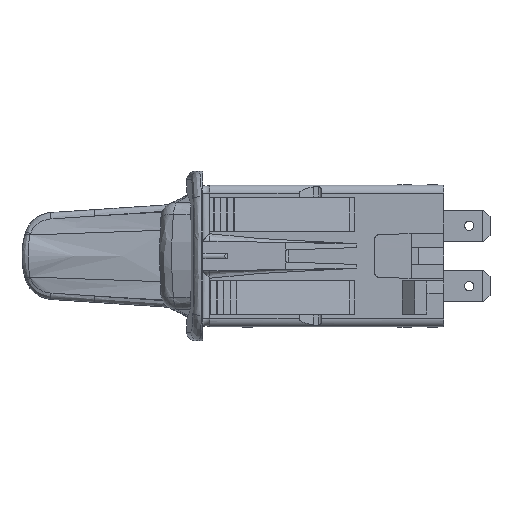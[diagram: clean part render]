
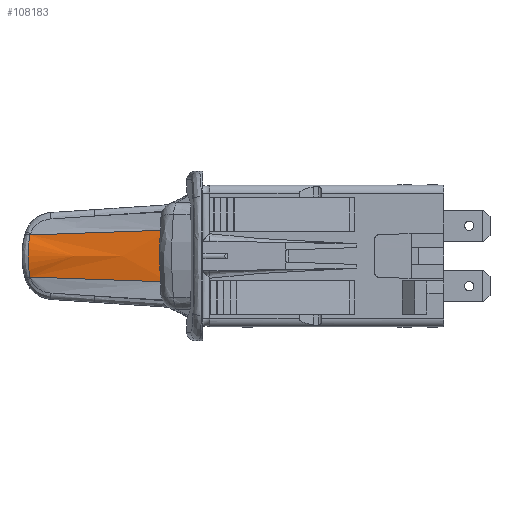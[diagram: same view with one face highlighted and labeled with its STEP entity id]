
A CAD part, left-side view. The second image highlights one B-rep face of the part: STEP entity #108183.
In plain terms, the highlighted free-form (B-spline) face has degree [3, 3] with [5, 4] control points.
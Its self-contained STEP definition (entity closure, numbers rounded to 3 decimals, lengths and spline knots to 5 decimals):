
#31244=DIRECTION('',(-0.069,-0.997,0.035));
#31245=VECTOR('',#31244,0.8401);
#31246=CARTESIAN_POINT('',(-0.04919,2.49112,
0.12691));
#31247=LINE('',#31246,#31245);
#31279=CARTESIAN_POINT('',(-0.10722,1.65356,
0.15654));
#31300=CARTESIAN_POINT('',(-0.10722,1.65356,
-0.15654));
#31301=CARTESIAN_POINT('',(-0.10747,1.65385,
-0.13808));
#31302=CARTESIAN_POINT('',(-0.10789,1.65434,
-0.10189));
#31303=CARTESIAN_POINT('',(-0.10826,1.65475,
-0.05038));
#31304=CARTESIAN_POINT('',(-0.10839,1.65489,
0.00001));
#31305=CARTESIAN_POINT('',(-0.10826,1.65475,
0.0504));
#31306=CARTESIAN_POINT('',(-0.10789,1.65434,
0.1019));
#31307=CARTESIAN_POINT('',(-0.10747,1.65385,
0.13808));
#31308=CARTESIAN_POINT('',(-0.10722,1.65356,
0.15654));
#31821=CARTESIAN_POINT('',(-0.04919,2.49112,
0.12691));
#31870=CARTESIAN_POINT('',(-0.04919,2.49112,
-0.12691));
#31871=CARTESIAN_POINT('',(-0.05023,2.49163,
-0.12434));
#31872=CARTESIAN_POINT('',(-0.05224,2.49262,
-0.11921));
#31873=CARTESIAN_POINT('',(-0.05507,2.49401,
-0.11148));
#31874=CARTESIAN_POINT('',(-0.0577,2.49531,
-0.10374));
#31875=CARTESIAN_POINT('',(-0.06013,2.4965,
-0.09599));
#31876=CARTESIAN_POINT('',(-0.06236,2.49761,
-0.08823));
#31877=CARTESIAN_POINT('',(-0.0644,2.49861,
-0.08048));
#31878=CARTESIAN_POINT('',(-0.06624,2.49952,
-0.07273));
#31879=CARTESIAN_POINT('',(-0.06789,2.50034,
-0.06499));
#31880=CARTESIAN_POINT('',(-0.06936,2.50106,
-0.05727));
#31881=CARTESIAN_POINT('',(-0.07063,2.50168,
-0.04955));
#31882=CARTESIAN_POINT('',(-0.07172,2.50221,
-0.04186));
#31883=CARTESIAN_POINT('',(-0.07262,2.50265,
-0.03419));
#31884=CARTESIAN_POINT('',(-0.07334,2.503,
-0.02655));
#31885=CARTESIAN_POINT('',(-0.07388,2.50326,
-0.01893));
#31886=CARTESIAN_POINT('',(-0.07423,2.50344,
-0.01134));
#31887=CARTESIAN_POINT('',(-0.07441,2.50352,
-0.00377));
#31888=CARTESIAN_POINT('',(-0.07441,2.50352,
0.00379));
#31889=CARTESIAN_POINT('',(-0.07424,2.50344,
0.01135));
#31890=CARTESIAN_POINT('',(-0.07388,2.50326,
0.01894));
#31891=CARTESIAN_POINT('',(-0.07334,2.503,
0.02654));
#31892=CARTESIAN_POINT('',(-0.07262,2.50265,
0.03419));
#31893=CARTESIAN_POINT('',(-0.07172,2.50221,
0.04187));
#31894=CARTESIAN_POINT('',(-0.07063,2.50168,
0.04956));
#31895=CARTESIAN_POINT('',(-0.06935,2.50105,
0.05728));
#31896=CARTESIAN_POINT('',(-0.06789,2.50033,
0.065));
#31897=CARTESIAN_POINT('',(-0.06624,2.49952,
0.07274));
#31898=CARTESIAN_POINT('',(-0.0644,2.49861,
0.08049));
#31899=CARTESIAN_POINT('',(-0.06236,2.49761,
0.08824));
#31900=CARTESIAN_POINT('',(-0.06012,2.4965,
0.09599));
#31901=CARTESIAN_POINT('',(-0.0577,2.49531,
0.10374));
#31902=CARTESIAN_POINT('',(-0.05507,2.49401,
0.11148));
#31903=CARTESIAN_POINT('',(-0.05224,2.49262,
0.11921));
#31904=CARTESIAN_POINT('',(-0.05023,2.49163,
0.12434));
#31905=CARTESIAN_POINT('',(-0.04919,2.49112,
0.12691));
#31912=DIRECTION('',(-0.069,-0.997,-0.035));
#31913=VECTOR('',#31912,0.8401);
#31914=CARTESIAN_POINT('',(-0.04919,2.49112,
-0.12691));
#31915=LINE('',#31914,#31913);
#66779=VERTEX_POINT('',#31821);
#66781=VERTEX_POINT('',#31870);
#66811=VERTEX_POINT('',#31279);
#66813=VERTEX_POINT('',#31300);
#108155=CARTESIAN_POINT('',(-0.04609,2.52052,
0.12823));
#108156=CARTESIAN_POINT('',(-0.06685,2.22587,
0.13892));
#108157=CARTESIAN_POINT('',(-0.08761,1.93121,
0.1496));
#108158=CARTESIAN_POINT('',(-0.10837,1.63656,
0.16029));
#108159=CARTESIAN_POINT('',(-0.06415,2.52052,
0.08833));
#108160=CARTESIAN_POINT('',(-0.07904,2.22587,
0.09453));
#108161=CARTESIAN_POINT('',(-0.09394,1.93121,
0.10073));
#108162=CARTESIAN_POINT('',(-0.10883,1.63656,
0.10693));
#108163=CARTESIAN_POINT('',(-0.08331,2.52052,
0.));
#108164=CARTESIAN_POINT('',(-0.09198,2.22587,
0.));
#108165=CARTESIAN_POINT('',(-0.10065,1.93121,
0.));
#108166=CARTESIAN_POINT('',(-0.10932,1.63656,
0.));
#108167=CARTESIAN_POINT('',(-0.06415,2.52052,
-0.08833));
#108168=CARTESIAN_POINT('',(-0.07904,2.22587,
-0.09453));
#108169=CARTESIAN_POINT('',(-0.09394,1.93121,
-0.10073));
#108170=CARTESIAN_POINT('',(-0.10883,1.63656,
-0.10693));
#108171=CARTESIAN_POINT('',(-0.04609,2.52052,
-0.12823));
#108172=CARTESIAN_POINT('',(-0.06685,2.22587,
-0.13892));
#108173=CARTESIAN_POINT('',(-0.08761,1.93121,
-0.1496));
#108174=CARTESIAN_POINT('',(-0.10837,1.63656,
-0.16029));
#108175=B_SPLINE_SURFACE_WITH_KNOTS('',3,3,((#108155,#108156,#108157,#108158),(
#108159,#108160,#108161,#108162),(#108163,#108164,#108165,#108166),(#108167,
#108168,#108169,#108170),(#108171,#108172,#108173,#108174)),.UNSPECIFIED.,.F.,
.F.,.F.,(4,1,4),(4,4),(0.24329,0.5,0.75671),(
0.02628,0.97521),.UNSPECIFIED.);
#108176=ORIENTED_EDGE('',*,*,#107252,.F.);
#108178=ORIENTED_EDGE('',*,*,#108177,.F.);
#108179=ORIENTED_EDGE('',*,*,#108148,.T.);
#108180=ORIENTED_EDGE('',*,*,#107130,.T.);
#108181=EDGE_LOOP('',(#108176,#108178,#108179,#108180));
#108182=FACE_OUTER_BOUND('',#108181,.F.);
#31309=B_SPLINE_CURVE_WITH_KNOTS('',3,(#31300,#31301,#31302,#31303,#31304,
#31305,#31306,#31307,#31308),.UNSPECIFIED.,.F.,.F.,(4,1,1,1,1,1,4),(0.,
0.16667,0.33333,0.5,0.66667,0.83333,
1.),.UNSPECIFIED.);
#31906=B_SPLINE_CURVE_WITH_KNOTS('',3,(#31870,#31871,#31872,#31873,#31874,
#31875,#31876,#31877,#31878,#31879,#31880,#31881,#31882,#31883,#31884,#31885,
#31886,#31887,#31888,#31889,#31890,#31891,#31892,#31893,#31894,#31895,#31896,
#31897,#31898,#31899,#31900,#31901,#31902,#31903,#31904,#31905),.UNSPECIFIED.,
.F.,.F.,(4,1,1,1,1,1,1,1,1,1,1,1,1,1,1,1,1,1,1,1,1,1,1,1,1,1,1,1,1,1,1,1,1,4),(
0.,0.0303,0.06061,0.09091,0.12121,
0.15152,0.18182,0.21212,0.24242,
0.27273,0.30303,0.33333,0.36364,
0.39394,0.42424,0.45455,0.48485,
0.51515,0.54545,0.57576,0.60606,
0.63636,0.66667,0.69697,0.72727,
0.75758,0.78788,0.81818,0.84848,
0.87879,0.90909,0.93939,0.9697,1.),
.UNSPECIFIED.);
#107130=EDGE_CURVE('',#66779,#66811,#31247,.T.);
#107252=EDGE_CURVE('',#66813,#66811,#31309,.T.);
#108148=EDGE_CURVE('',#66781,#66779,#31906,.T.);
#108177=EDGE_CURVE('',#66781,#66813,#31915,.T.);
#108183=ADVANCED_FACE('',(#108182),#108175,.T.);
